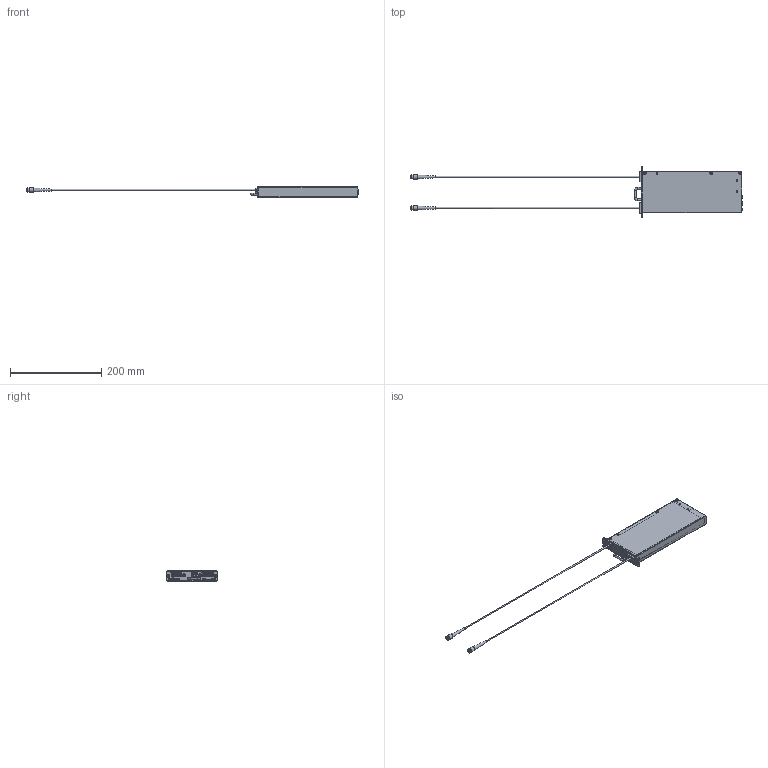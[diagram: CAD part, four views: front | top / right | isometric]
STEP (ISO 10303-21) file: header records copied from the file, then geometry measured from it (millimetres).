
FILE_DESCRIPTION(/* description */ (''),/* implementation_level */ '2;1');
FILE_NAME(/* name */ 'Basik - pigtails.stp',/* time_stamp */ '2017-02-01T09:33:42+01:00',/* author */ ('CNP'),/* organization */ (''),/* preprocessor_version */ 'ST-DEVELOPER v16.5',/* originating_system */ 'Autodesk Inventor 2017',/* authorisation */ '');
FILE_SCHEMA (('AUTOMOTIVE_DESIGN { 1 0 10303 214 3 1 1 }'));
Products named in the file (1): Basik - pigtails
Bounding box: 726.26 x 111 x 22.5 mm (x, y, z)
Volume: 414836.1 mm3; surface area: 137988.8 mm2
Topology: 1 solids, 18 shells, 2282 faces, 5989 edges, 3912 vertices
Faces by surface type: plane 1140, bspline 623, cylinder 363, cone 122, torus 26, sphere 8
Full cylindrical faces by diameter (mm): 0.406 x1, 0.5 x1, 0.7 x60, 0.991 x10, 1.567 x4, 2 x6, 2.013 x4, 2.3 x4, 2.459 x13, 2.5 x6, 2.794 x2, 2.9 x4, 3 x10, 3.1 x2, 3.242 x2, 3.3 x1, 3.5 x11, 3.8 x4, 4 x7, 4.3 x2, 4.5 x2, 5 x7, 5.5 x2, 5.54 x9, 6 x8, 9 x2, 9.8 x2
Entity records: 76591 total; most frequent: CARTESIAN_POINT 23244, ORIENTED_EDGE 11230, DIRECTION 8474, EDGE_CURVE 5615, VERTEX_POINT 3819, LINE 3356, VECTOR 3356, EDGE_LOOP 2890
